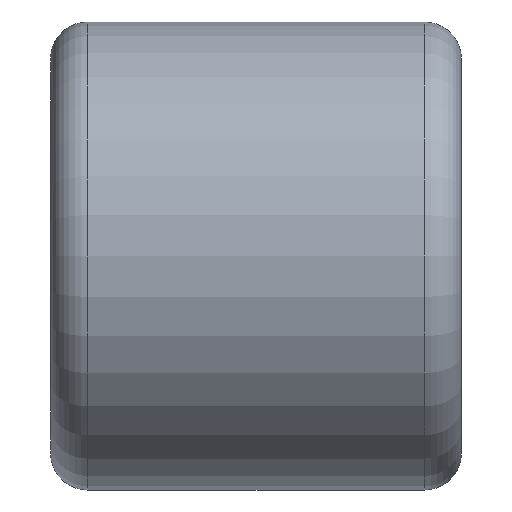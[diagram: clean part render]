
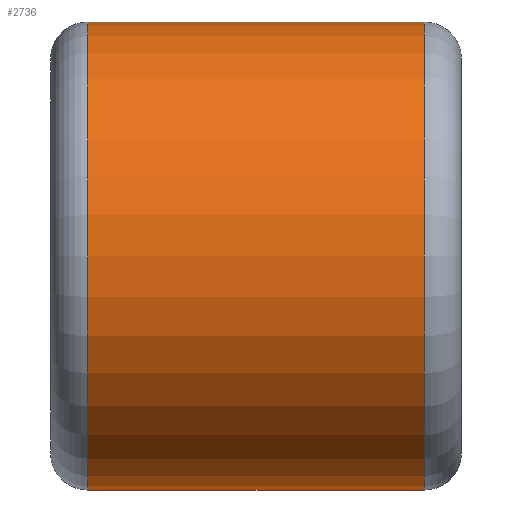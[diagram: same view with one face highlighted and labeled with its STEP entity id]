
A CAD part, front view. The second image highlights one B-rep face of the part: STEP entity #2736.
In plain terms, the highlighted cylindrical face has radius 41 mm (diameter 82 mm), a partial arc.
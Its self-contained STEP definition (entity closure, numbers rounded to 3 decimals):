
#104 = VECTOR ( 'NONE', #3649, 1000. ) ;
#159 = VERTEX_POINT ( 'NONE', #4594 ) ;
#511 = CARTESIAN_POINT ( 'NONE',  ( -29.5, 0., 250.987 ) ) ;
#564 = EDGE_CURVE ( 'NONE', #3661, #159, #2775, .T. ) ;
#766 = CARTESIAN_POINT ( 'NONE',  ( -57.637, 0., 332.987 ) ) ;
#812 = DIRECTION ( 'NONE',  ( 0., 0., 1. ) ) ;
#1282 = LINE ( 'NONE', #2472, #3993 ) ;
#1688 = DIRECTION ( 'NONE',  ( -1., 0., 0. ) ) ;
#1800 = EDGE_CURVE ( 'NONE', #3661, #4536, #1282, .T. ) ;
#2139 = DIRECTION ( 'NONE',  ( 0., 0., 1. ) ) ;
#2165 = EDGE_CURVE ( 'NONE', #159, #4476, #3335, .T. ) ;
#2256 = ORIENTED_EDGE ( 'NONE', *, *, #4475, .T. ) ;
#2429 = DIRECTION ( 'NONE',  ( 0., 0., -1. ) ) ;
#2463 = FACE_OUTER_BOUND ( 'NONE', #3877, .T. ) ;
#2472 = CARTESIAN_POINT ( 'NONE',  ( -57.637, 0., 250.987 ) ) ;
#2736 = ADVANCED_FACE ( 'NONE', ( #2463 ), #4274, .T. ) ;
#2775 = CIRCLE ( 'NONE', #3000, 41. ) ;
#2833 = CARTESIAN_POINT ( 'NONE',  ( -29.5, 0., 332.987 ) ) ;
#3000 = AXIS2_PLACEMENT_3D ( 'NONE', #3398, #3671, #812 ) ;
#3064 = AXIS2_PLACEMENT_3D ( 'NONE', #3521, #3177, #2429 ) ;
#3134 = ORIENTED_EDGE ( 'NONE', *, *, #1800, .F. ) ;
#3136 = ORIENTED_EDGE ( 'NONE', *, *, #2165, .T. ) ;
#3177 = DIRECTION ( 'NONE',  ( 1., 0., 0. ) ) ;
#3335 = LINE ( 'NONE', #766, #104 ) ;
#3398 = CARTESIAN_POINT ( 'NONE',  ( 29.5, 0., 291.987 ) ) ;
#3521 = CARTESIAN_POINT ( 'NONE',  ( -29.5, 0., 291.987 ) ) ;
#3543 = CARTESIAN_POINT ( 'NONE',  ( 29.5, 0., 250.987 ) ) ;
#3574 = AXIS2_PLACEMENT_3D ( 'NONE', #4638, #4614, #2139 ) ;
#3649 = DIRECTION ( 'NONE',  ( -1., 0., 0. ) ) ;
#3661 = VERTEX_POINT ( 'NONE', #3543 ) ;
#3671 = DIRECTION ( 'NONE',  ( -1., 0., 0. ) ) ;
#3877 = EDGE_LOOP ( 'NONE', ( #3134, #4468, #3136, #2256 ) ) ;
#3993 = VECTOR ( 'NONE', #1688, 1000. ) ;
#4198 = CIRCLE ( 'NONE', #3064, 41. ) ;
#4274 = CYLINDRICAL_SURFACE ( 'NONE', #3574, 41. ) ;
#4468 = ORIENTED_EDGE ( 'NONE', *, *, #564, .T. ) ;
#4475 = EDGE_CURVE ( 'NONE', #4476, #4536, #4198, .T. ) ;
#4476 = VERTEX_POINT ( 'NONE', #2833 ) ;
#4536 = VERTEX_POINT ( 'NONE', #511 ) ;
#4594 = CARTESIAN_POINT ( 'NONE',  ( 29.5, 0., 332.987 ) ) ;
#4614 = DIRECTION ( 'NONE',  ( -1., 0., 0. ) ) ;
#4638 = CARTESIAN_POINT ( 'NONE',  ( -57.637, 0., 291.987 ) ) ;
